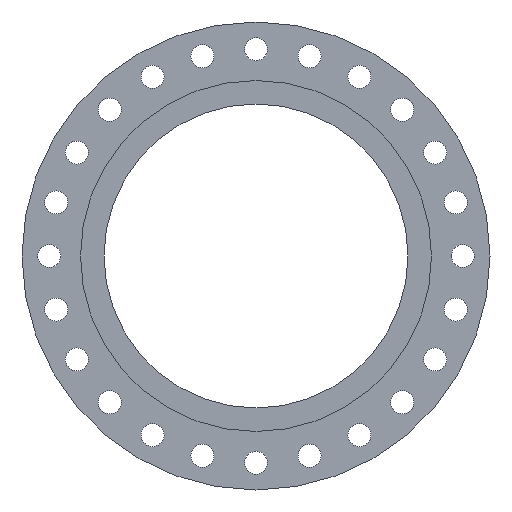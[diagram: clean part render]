
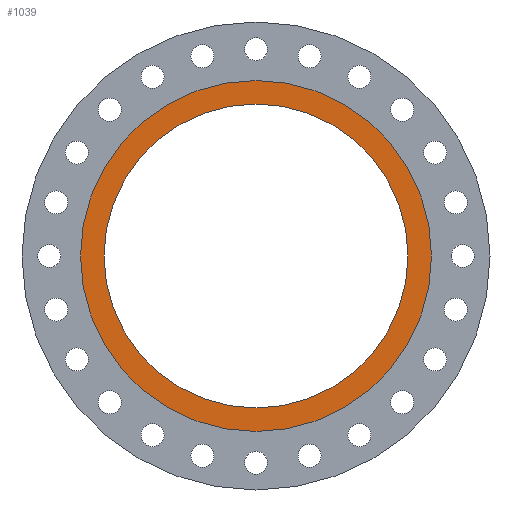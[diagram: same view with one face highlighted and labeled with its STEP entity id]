
A CAD part, left-side view. The second image highlights one B-rep face of the part: STEP entity #1039.
In plain terms, the highlighted planar face has unit normal (-1, 0, 0).
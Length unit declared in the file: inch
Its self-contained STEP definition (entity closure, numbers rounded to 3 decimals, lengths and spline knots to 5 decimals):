
#86 = VERTEX_POINT ( 'NONE', #143 ) ;
#113 = EDGE_CURVE ( 'NONE', #1344, #446, #2085, .T. ) ;
#143 = CARTESIAN_POINT ( 'NONE',  ( -0.14414, 0., 9.09375 ) ) ;
#144 = CARTESIAN_POINT ( 'NONE',  ( -0.14414, 0., 0. ) ) ;
#163 = CARTESIAN_POINT ( 'NONE',  ( -0.14414, 0., 0. ) ) ;
#302 = CARTESIAN_POINT ( 'NONE',  ( -0.14414, 0., 0. ) ) ;
#319 = CARTESIAN_POINT ( 'NONE',  ( -0.14414, 0., 0. ) ) ;
#417 = CARTESIAN_POINT ( 'NONE',  ( -0.14414, 0., -9.09375 ) ) ;
#445 = EDGE_CURVE ( 'NONE', #86, #1532, #969, .T. ) ;
#446 = VERTEX_POINT ( 'NONE', #1674 ) ;
#450 = ORIENTED_EDGE ( 'NONE', *, *, #445, .F. ) ;
#460 = CIRCLE ( 'NONE', #1227, 10.5 ) ;
#496 = DIRECTION ( 'NONE',  ( 0., 0., 1. ) ) ;
#624 = EDGE_CURVE ( 'NONE', #446, #1344, #460, .T. ) ;
#769 = DIRECTION ( 'NONE',  ( 0., 0., 1. ) ) ;
#841 = DIRECTION ( 'NONE',  ( 0., 0., 1. ) ) ;
#969 = CIRCLE ( 'NONE', #1045, 9.09375 ) ;
#999 = DIRECTION ( 'NONE',  ( -1., 0., 0. ) ) ;
#1026 = CARTESIAN_POINT ( 'NONE',  ( -0.14414, 0., -10.5 ) ) ;
#1037 = DIRECTION ( 'NONE',  ( -1., 0., 0. ) ) ;
#1039 = ADVANCED_FACE ( 'NONE', ( #1785, #1769 ), #1107, .T. ) ;
#1045 = AXIS2_PLACEMENT_3D ( 'NONE', #144, #1502, #496 ) ;
#1049 = AXIS2_PLACEMENT_3D ( 'NONE', #1642, #1451, #769 ) ;
#1107 = PLANE ( 'NONE',  #1049 ) ;
#1227 = AXIS2_PLACEMENT_3D ( 'NONE', #319, #1037, #1719 ) ;
#1344 = VERTEX_POINT ( 'NONE', #1026 ) ;
#1451 = DIRECTION ( 'NONE',  ( -1., 0., 0. ) ) ;
#1502 = DIRECTION ( 'NONE',  ( -1., 0., 0. ) ) ;
#1532 = VERTEX_POINT ( 'NONE', #417 ) ;
#1564 = AXIS2_PLACEMENT_3D ( 'NONE', #302, #999, #841 ) ;
#1642 = CARTESIAN_POINT ( 'NONE',  ( -0.14414, 0., 0. ) ) ;
#1673 = DIRECTION ( 'NONE',  ( 0., 0., 1. ) ) ;
#1674 = CARTESIAN_POINT ( 'NONE',  ( -0.14414, 0., 10.5 ) ) ;
#1698 = DIRECTION ( 'NONE',  ( -1., 0., 0. ) ) ;
#1703 = ORIENTED_EDGE ( 'NONE', *, *, #624, .T. ) ;
#1719 = DIRECTION ( 'NONE',  ( 0., 0., 1. ) ) ;
#1769 = FACE_BOUND ( 'NONE', #1942, .T. ) ;
#1785 = FACE_OUTER_BOUND ( 'NONE', #2082, .T. ) ;
#1839 = EDGE_CURVE ( 'NONE', #1532, #86, #1989, .T. ) ;
#1942 = EDGE_LOOP ( 'NONE', ( #450, #2037 ) ) ;
#1980 = AXIS2_PLACEMENT_3D ( 'NONE', #163, #1698, #1673 ) ;
#1989 = CIRCLE ( 'NONE', #1564, 9.09375 ) ;
#2037 = ORIENTED_EDGE ( 'NONE', *, *, #1839, .F. ) ;
#2059 = ORIENTED_EDGE ( 'NONE', *, *, #113, .T. ) ;
#2082 = EDGE_LOOP ( 'NONE', ( #1703, #2059 ) ) ;
#2085 = CIRCLE ( 'NONE', #1980, 10.5 ) ;
